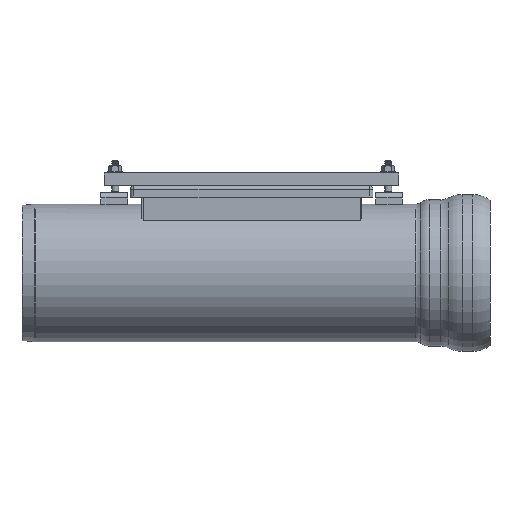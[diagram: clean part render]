
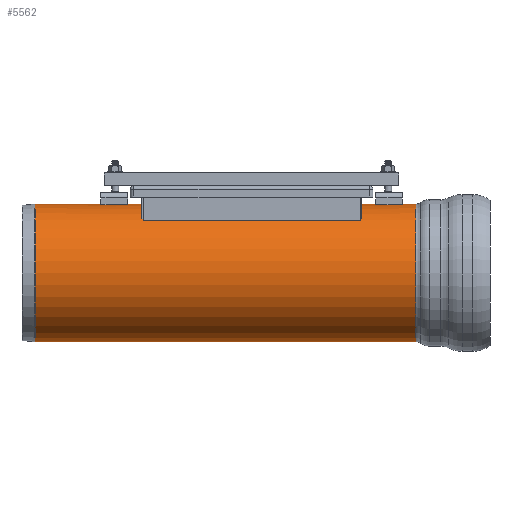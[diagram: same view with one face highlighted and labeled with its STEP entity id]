
A CAD part, front view. The second image highlights one B-rep face of the part: STEP entity #5562.
In plain terms, the highlighted cylindrical face has radius 795 mm (diameter 1590 mm), a full revolution.
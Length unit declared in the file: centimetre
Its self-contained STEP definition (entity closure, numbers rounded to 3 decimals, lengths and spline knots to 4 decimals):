
#314=FACE_BOUND('',#1190,.T.);
#733=FACE_OUTER_BOUND('',#1189,.T.);
#1189=EDGE_LOOP('',(#4288,#4289,#4290,#4291));
#1190=EDGE_LOOP('',(#4292,#4293,#4294,#4295));
#1530=CIRCLE('',#7326,79.5);
#1531=CIRCLE('',#7328,79.5);
#1532=CIRCLE('',#7329,79.5);
#1533=CIRCLE('',#7330,79.5);
#2007=VERTEX_POINT('',#13055);
#2008=VERTEX_POINT('',#13059);
#2009=VERTEX_POINT('',#13062);
#2010=VERTEX_POINT('',#13063);
#2011=VERTEX_POINT('',#13065);
#2012=VERTEX_POINT('',#13067);
#2792=EDGE_CURVE('',#2007,#2007,#1530,.T.);
#2793=EDGE_CURVE('',#2007,#2008,#6096,.T.);
#2794=EDGE_CURVE('',#2008,#2008,#1531,.T.);
#2795=EDGE_CURVE('',#2009,#2010,#1532,.T.);
#2796=EDGE_CURVE('',#2010,#2011,#6097,.T.);
#2797=EDGE_CURVE('',#2011,#2012,#1533,.T.);
#2798=EDGE_CURVE('',#2012,#2009,#6098,.T.);
#4288=ORIENTED_EDGE('',*,*,#2792,.F.);
#4289=ORIENTED_EDGE('',*,*,#2793,.T.);
#4290=ORIENTED_EDGE('',*,*,#2794,.T.);
#4291=ORIENTED_EDGE('',*,*,#2793,.F.);
#4292=ORIENTED_EDGE('',*,*,#2795,.T.);
#4293=ORIENTED_EDGE('',*,*,#2796,.T.);
#4294=ORIENTED_EDGE('',*,*,#2797,.T.);
#4295=ORIENTED_EDGE('',*,*,#2798,.T.);
#5286=CYLINDRICAL_SURFACE('',#7327,79.5);
#5562=ADVANCED_FACE('',(#733,#314),#5286,.T.);
#6096=LINE('',#13060,#6671);
#6097=LINE('',#13066,#6672);
#6098=LINE('',#13069,#6673);
#6671=VECTOR('',#8742,79.5);
#6672=VECTOR('',#8747,10.);
#6673=VECTOR('',#8750,10.);
#7326=AXIS2_PLACEMENT_3D('',#13057,#8738,#8739);
#7327=AXIS2_PLACEMENT_3D('',#13058,#8740,#8741);
#7328=AXIS2_PLACEMENT_3D('',#13061,#8743,#8744);
#7329=AXIS2_PLACEMENT_3D('',#13064,#8745,#8746);
#7330=AXIS2_PLACEMENT_3D('',#13068,#8748,#8749);
#8738=DIRECTION('center_axis',(-1.,0.,0.));
#8739=DIRECTION('ref_axis',(0.,0.,
-1.));
#8740=DIRECTION('center_axis',(-1.,0.,0.));
#8741=DIRECTION('ref_axis',(0.,0.,1.));
#8742=DIRECTION('',(1.,0.,0.));
#8743=DIRECTION('center_axis',(-1.,0.,0.));
#8744=DIRECTION('ref_axis',(0.,1.,0.));
#8745=DIRECTION('center_axis',(1.,0.,0.));
#8746=DIRECTION('ref_axis',(0.,0.,1.));
#8747=DIRECTION('',(-1.,0.,0.));
#8748=DIRECTION('center_axis',(-1.,0.,0.));
#8749=DIRECTION('ref_axis',(0.,0.,1.));
#8750=DIRECTION('',(1.,0.,0.));
#13055=CARTESIAN_POINT('',(15.0499,0.,-79.5));
#13057=CARTESIAN_POINT('Origin',(15.0499,0.,
0.));
#13058=CARTESIAN_POINT('Origin',(234.6276,0.,
0.));
#13059=CARTESIAN_POINT('',(454.2552,0.,-79.5));
#13060=CARTESIAN_POINT('',(234.6276,0.,-79.5));
#13061=CARTESIAN_POINT('Origin',(454.2552,0.,0.));
#13062=CARTESIAN_POINT('',(390.25,51.35,60.6912));
#13063=CARTESIAN_POINT('',(390.25,-51.35,60.6912));
#13064=CARTESIAN_POINT('Origin',(390.25,0.,0.));
#13065=CARTESIAN_POINT('',(139.75,-51.35,60.6912));
#13066=CARTESIAN_POINT('',(234.6276,-51.35,60.6912));
#13067=CARTESIAN_POINT('',(139.75,51.35,60.6912));
#13068=CARTESIAN_POINT('Origin',(139.75,0.,0.));
#13069=CARTESIAN_POINT('',(234.6276,51.35,60.6912));
